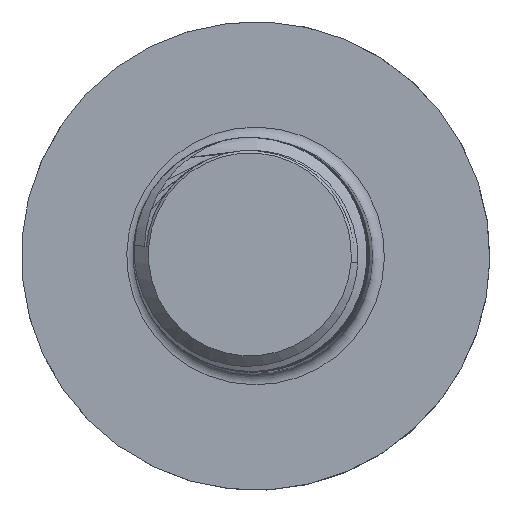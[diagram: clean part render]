
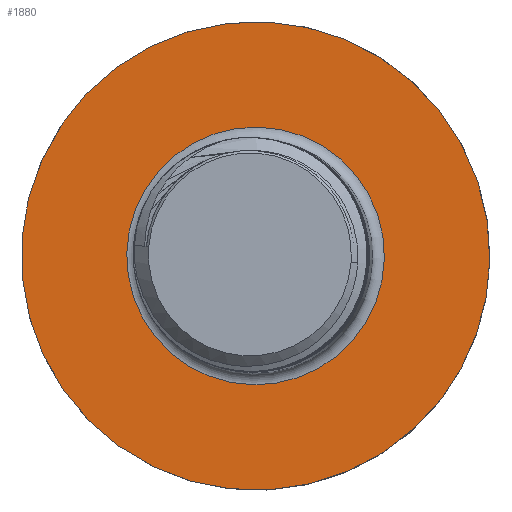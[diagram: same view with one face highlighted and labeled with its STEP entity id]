
A CAD part, top view. The second image highlights one B-rep face of the part: STEP entity #1880.
In plain terms, the highlighted planar face has unit normal (-0.005, 0, 1).
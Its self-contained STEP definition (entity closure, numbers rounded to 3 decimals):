
#1854=FACE_BOUND('',#2119,.T.);
#1855=FACE_BOUND('',#2120,.T.);
#1880=ADVANCED_FACE('',(#1854,#1855),#1984,.F.);
#1984=PLANE('',#5403);
#2119=EDGE_LOOP('',(#2290));
#2120=EDGE_LOOP('',(#2291));
#2290=ORIENTED_EDGE('',*,*,#4578,.T.);
#2291=ORIENTED_EDGE('',*,*,#4575,.F.);
#3858=VERTEX_POINT('',#6031);
#3861=VERTEX_POINT('',#6039);
#4575=EDGE_CURVE('',#3858,#3858,#5360,.T.);
#4578=EDGE_CURVE('',#3861,#3861,#5363,.T.);
#5360=CIRCLE('',#5397,12.);
#5363=CIRCLE('',#5402,6.6);
#5397=AXIS2_PLACEMENT_3D('',#6030,#5565,#5566);
#5402=AXIS2_PLACEMENT_3D('',#6038,#5575,#5576);
#5403=AXIS2_PLACEMENT_3D('',#6040,#5577,#5578);
#5565=DIRECTION('',(0.005,0.,-1.));
#5566=DIRECTION('',(0.795,-0.607,0.004));
#5575=DIRECTION('',(0.005,0.,-1.));
#5576=DIRECTION('',(-1.,0.021,-0.005));
#5577=DIRECTION('',(0.005,0.,-1.));
#5578=DIRECTION('',(0.997,-0.078,0.005));
#6030=CARTESIAN_POINT('',(-15.099,-640.264,142.654));
#6031=CARTESIAN_POINT('',(-5.561,-647.545,142.697));
#6038=CARTESIAN_POINT('',(-15.099,-640.264,142.654));
#6039=CARTESIAN_POINT('',(-21.697,-640.128,142.622));
#6040=CARTESIAN_POINT('',(-15.099,-640.264,142.654));
